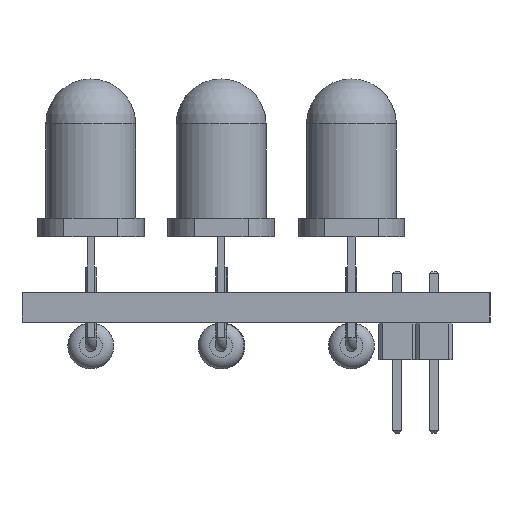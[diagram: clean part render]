
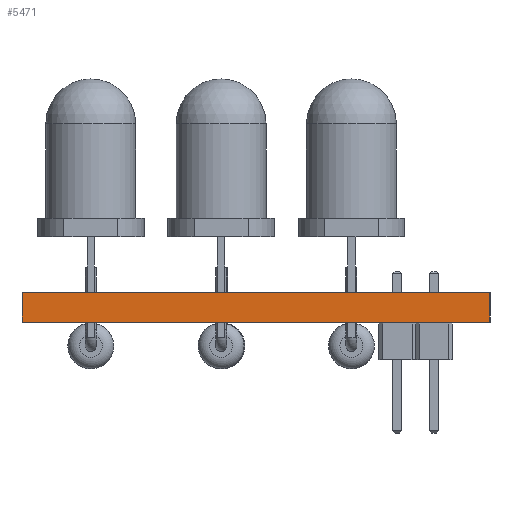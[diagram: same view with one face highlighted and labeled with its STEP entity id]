
A CAD part, left-side view. The second image highlights one B-rep face of the part: STEP entity #5471.
In plain terms, the highlighted planar face has unit normal (-1, 0, 0).
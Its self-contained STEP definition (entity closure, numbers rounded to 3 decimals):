
#5355 = EDGE_CURVE('',#5356,#5358,#5360,.T.);
#5356 = VERTEX_POINT('',#5357);
#5357 = CARTESIAN_POINT('',(-25.,-12.75,0.));
#5358 = VERTEX_POINT('',#5359);
#5359 = CARTESIAN_POINT('',(-25.,-12.75,1.6));
#5360 = SURFACE_CURVE('',#5361,(#5365,#5377),.PCURVE_S1.);
#5361 = LINE('',#5362,#5363);
#5362 = CARTESIAN_POINT('',(-25.,-12.75,0.));
#5363 = VECTOR('',#5364,1.);
#5364 = DIRECTION('',(0.,0.,1.));
#5365 = PCURVE('',#5366,#5371);
#5366 = PLANE('',#5367);
#5367 = AXIS2_PLACEMENT_3D('',#5368,#5369,#5370);
#5368 = CARTESIAN_POINT('',(-25.,-12.75,0.));
#5369 = DIRECTION('',(0.,1.,0.));
#5370 = DIRECTION('',(1.,0.,0.));
#5371 = DEFINITIONAL_REPRESENTATION('',(#5372),#5376);
#5372 = LINE('',#5373,#5374);
#5373 = CARTESIAN_POINT('',(0.,0.));
#5374 = VECTOR('',#5375,1.);
#5375 = DIRECTION('',(0.,-1.));
#5376 = ( GEOMETRIC_REPRESENTATION_CONTEXT(2) 
PARAMETRIC_REPRESENTATION_CONTEXT() REPRESENTATION_CONTEXT('2D SPACE',''
  ) );
#5377 = PCURVE('',#5378,#5383);
#5378 = PLANE('',#5379);
#5379 = AXIS2_PLACEMENT_3D('',#5380,#5381,#5382);
#5380 = CARTESIAN_POINT('',(-25.,12.75,0.));
#5381 = DIRECTION('',(1.,0.,-0.));
#5382 = DIRECTION('',(0.,-1.,0.));
#5383 = DEFINITIONAL_REPRESENTATION('',(#5384),#5388);
#5384 = LINE('',#5385,#5386);
#5385 = CARTESIAN_POINT('',(25.5,0.));
#5386 = VECTOR('',#5387,1.);
#5387 = DIRECTION('',(0.,-1.));
#5388 = ( GEOMETRIC_REPRESENTATION_CONTEXT(2) 
PARAMETRIC_REPRESENTATION_CONTEXT() REPRESENTATION_CONTEXT('2D SPACE',''
  ) );
#5406 = PLANE('',#5407);
#5407 = AXIS2_PLACEMENT_3D('',#5408,#5409,#5410);
#5408 = CARTESIAN_POINT('',(0.,0.,1.6));
#5409 = DIRECTION('',(0.,0.,1.));
#5410 = DIRECTION('',(1.,0.,-0.));
#5460 = PLANE('',#5461);
#5461 = AXIS2_PLACEMENT_3D('',#5462,#5463,#5464);
#5462 = CARTESIAN_POINT('',(0.,0.,0.));
#5463 = DIRECTION('',(0.,0.,1.));
#5464 = DIRECTION('',(1.,0.,-0.));
#5471 = ADVANCED_FACE('',(#5472),#5378,.F.);
#5472 = FACE_BOUND('',#5473,.F.);
#5473 = EDGE_LOOP('',(#5474,#5504,#5525,#5526));
#5474 = ORIENTED_EDGE('',*,*,#5475,.T.);
#5475 = EDGE_CURVE('',#5476,#5478,#5480,.T.);
#5476 = VERTEX_POINT('',#5477);
#5477 = CARTESIAN_POINT('',(-25.,12.75,0.));
#5478 = VERTEX_POINT('',#5479);
#5479 = CARTESIAN_POINT('',(-25.,12.75,1.6));
#5480 = SURFACE_CURVE('',#5481,(#5485,#5492),.PCURVE_S1.);
#5481 = LINE('',#5482,#5483);
#5482 = CARTESIAN_POINT('',(-25.,12.75,0.));
#5483 = VECTOR('',#5484,1.);
#5484 = DIRECTION('',(0.,0.,1.));
#5485 = PCURVE('',#5378,#5486);
#5486 = DEFINITIONAL_REPRESENTATION('',(#5487),#5491);
#5487 = LINE('',#5488,#5489);
#5488 = CARTESIAN_POINT('',(0.,0.));
#5489 = VECTOR('',#5490,1.);
#5490 = DIRECTION('',(0.,-1.));
#5491 = ( GEOMETRIC_REPRESENTATION_CONTEXT(2) 
PARAMETRIC_REPRESENTATION_CONTEXT() REPRESENTATION_CONTEXT('2D SPACE',''
  ) );
#5492 = PCURVE('',#5493,#5498);
#5493 = PLANE('',#5494);
#5494 = AXIS2_PLACEMENT_3D('',#5495,#5496,#5497);
#5495 = CARTESIAN_POINT('',(25.,12.75,0.));
#5496 = DIRECTION('',(0.,-1.,0.));
#5497 = DIRECTION('',(-1.,0.,0.));
#5498 = DEFINITIONAL_REPRESENTATION('',(#5499),#5503);
#5499 = LINE('',#5500,#5501);
#5500 = CARTESIAN_POINT('',(50.,0.));
#5501 = VECTOR('',#5502,1.);
#5502 = DIRECTION('',(0.,-1.));
#5503 = ( GEOMETRIC_REPRESENTATION_CONTEXT(2) 
PARAMETRIC_REPRESENTATION_CONTEXT() REPRESENTATION_CONTEXT('2D SPACE',''
  ) );
#5504 = ORIENTED_EDGE('',*,*,#5505,.T.);
#5505 = EDGE_CURVE('',#5478,#5358,#5506,.T.);
#5506 = SURFACE_CURVE('',#5507,(#5511,#5518),.PCURVE_S1.);
#5507 = LINE('',#5508,#5509);
#5508 = CARTESIAN_POINT('',(-25.,12.75,1.6));
#5509 = VECTOR('',#5510,1.);
#5510 = DIRECTION('',(0.,-1.,0.));
#5511 = PCURVE('',#5378,#5512);
#5512 = DEFINITIONAL_REPRESENTATION('',(#5513),#5517);
#5513 = LINE('',#5514,#5515);
#5514 = CARTESIAN_POINT('',(0.,-1.6));
#5515 = VECTOR('',#5516,1.);
#5516 = DIRECTION('',(1.,0.));
#5517 = ( GEOMETRIC_REPRESENTATION_CONTEXT(2) 
PARAMETRIC_REPRESENTATION_CONTEXT() REPRESENTATION_CONTEXT('2D SPACE',''
  ) );
#5518 = PCURVE('',#5406,#5519);
#5519 = DEFINITIONAL_REPRESENTATION('',(#5520),#5524);
#5520 = LINE('',#5521,#5522);
#5521 = CARTESIAN_POINT('',(-25.,12.75));
#5522 = VECTOR('',#5523,1.);
#5523 = DIRECTION('',(0.,-1.));
#5524 = ( GEOMETRIC_REPRESENTATION_CONTEXT(2) 
PARAMETRIC_REPRESENTATION_CONTEXT() REPRESENTATION_CONTEXT('2D SPACE',''
  ) );
#5525 = ORIENTED_EDGE('',*,*,#5355,.F.);
#5526 = ORIENTED_EDGE('',*,*,#5527,.F.);
#5527 = EDGE_CURVE('',#5476,#5356,#5528,.T.);
#5528 = SURFACE_CURVE('',#5529,(#5533,#5540),.PCURVE_S1.);
#5529 = LINE('',#5530,#5531);
#5530 = CARTESIAN_POINT('',(-25.,12.75,0.));
#5531 = VECTOR('',#5532,1.);
#5532 = DIRECTION('',(0.,-1.,0.));
#5533 = PCURVE('',#5378,#5534);
#5534 = DEFINITIONAL_REPRESENTATION('',(#5535),#5539);
#5535 = LINE('',#5536,#5537);
#5536 = CARTESIAN_POINT('',(0.,0.));
#5537 = VECTOR('',#5538,1.);
#5538 = DIRECTION('',(1.,0.));
#5539 = ( GEOMETRIC_REPRESENTATION_CONTEXT(2) 
PARAMETRIC_REPRESENTATION_CONTEXT() REPRESENTATION_CONTEXT('2D SPACE',''
  ) );
#5540 = PCURVE('',#5460,#5541);
#5541 = DEFINITIONAL_REPRESENTATION('',(#5542),#5546);
#5542 = LINE('',#5543,#5544);
#5543 = CARTESIAN_POINT('',(-25.,12.75));
#5544 = VECTOR('',#5545,1.);
#5545 = DIRECTION('',(0.,-1.));
#5546 = ( GEOMETRIC_REPRESENTATION_CONTEXT(2) 
PARAMETRIC_REPRESENTATION_CONTEXT() REPRESENTATION_CONTEXT('2D SPACE',''
  ) );
